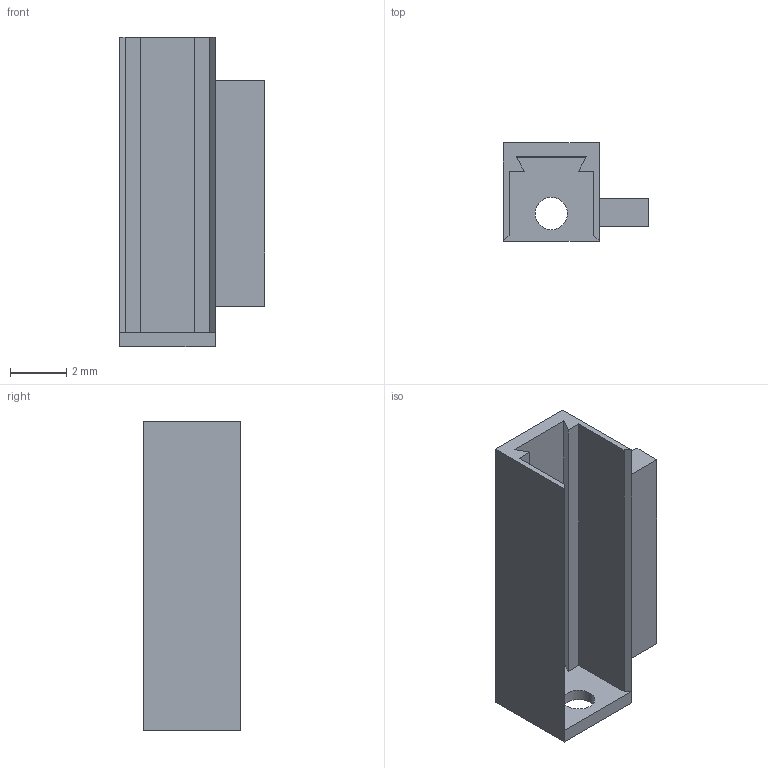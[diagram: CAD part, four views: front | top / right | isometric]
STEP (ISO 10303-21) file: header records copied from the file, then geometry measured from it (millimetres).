
FILE_DESCRIPTION (( 'STEP AP203' ), '1' );
FILE_NAME ('shuttle_female_slider.STEP', '2018-09-27T14:47:19', ( '' ), ( '' ), 'SwSTEP 2.0', 'SolidWorks 2016', '' );
FILE_SCHEMA (( 'CONFIG_CONTROL_DESIGN' ));
Length unit declared in the file: millimetre
Products named in the file (1): shuttle_female_slider
Bounding box: 5.15 x 3.47 x 11 mm (x, y, z)
Volume: 50 mm3; surface area: 291.4 mm2
Topology: 1 solids, 1 shells, 29 faces, 70 edges, 46 vertices
Faces by surface type: plane 23, cylinder 6
Entity records: 921 total; most frequent: CARTESIAN_POINT 146, DIRECTION 142, ORIENTED_EDGE 140, EDGE_CURVE 70, VECTOR 58, LINE 58, VERTEX_POINT 46, AXIS2_PLACEMENT_3D 42
